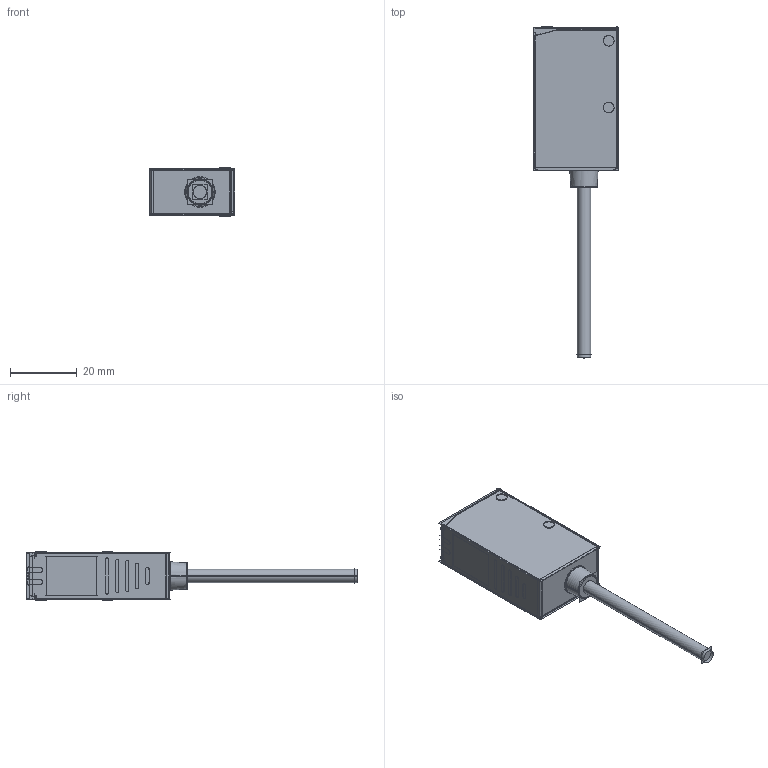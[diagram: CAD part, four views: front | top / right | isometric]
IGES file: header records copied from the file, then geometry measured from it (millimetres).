
Start section:  PTC IGES file: 188711.igs
Global section: file name: 188711.igs; native system: Creo Parametric by Parametric Technology Corporation; preprocessor: 2013230; author: pdmadmin; organization: Unknown; date: 20151104.101412; units: millimetre
Bounding box: 25.72 x 99.3 x 14.56 mm (x, y, z)
Volume: 15234.1 mm3; surface area: 23076.9 mm2
Topology: 1 solids, 1 shells, 312 faces, 1554 edges, 1956 vertices
Faces by surface type: revolution 166, bspline 146
